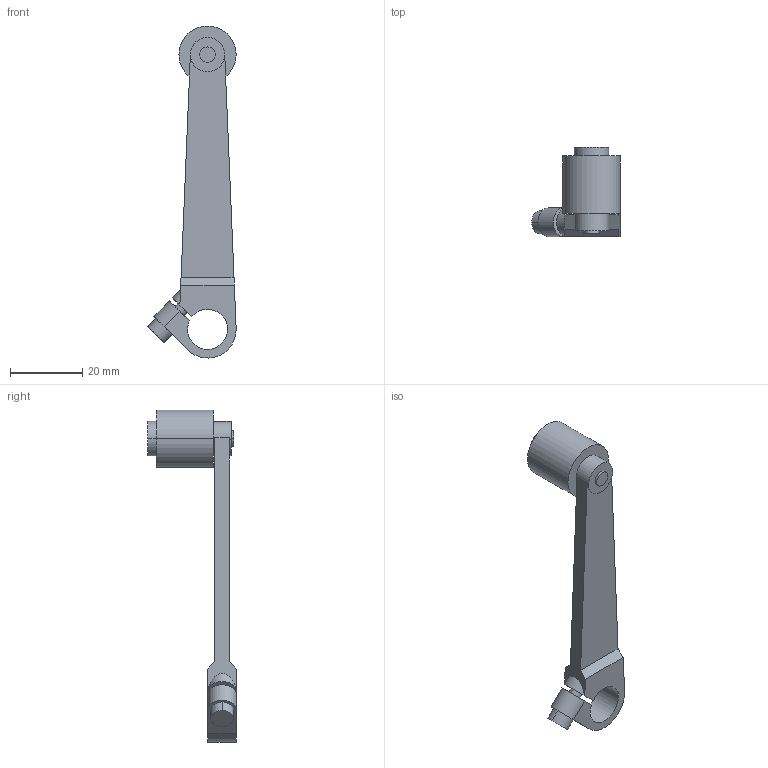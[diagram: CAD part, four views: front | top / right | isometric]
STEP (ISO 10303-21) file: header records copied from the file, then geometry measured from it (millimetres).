
FILE_DESCRIPTION(('STEP AP242'),'1');
FILE_NAME('9007ea6.stp','2021-03-25T14:57:04',('TraceParts'),('TraceParts S.A.'),'Spatial InterOp 3D',' ',' ');
FILE_SCHEMA(('AP242_MANAGED_MODEL_BASED_3D_ENGINEERING_MIM_LF {1 0 10303 442 1 1 4}'));
Length unit declared in the file: millimetre
Products named in the file (1): 9007ea6
Bounding box: 24.49 x 24.61 x 92.07 mm (x, y, z)
Volume: 8590.4 mm3; surface area: 4685.1 mm2
Topology: 1 solids, 1 shells, 37 faces, 91 edges, 60 vertices
Faces by surface type: cylinder 20, plane 17
Entity records: 1435 total; most frequent: DIRECTION 209, CARTESIAN_POINT 189, ORIENTED_EDGE 182, EDGE_CURVE 91, AXIS2_PLACEMENT_3D 80, VERTEX_POINT 60, LINE 49, VECTOR 49
